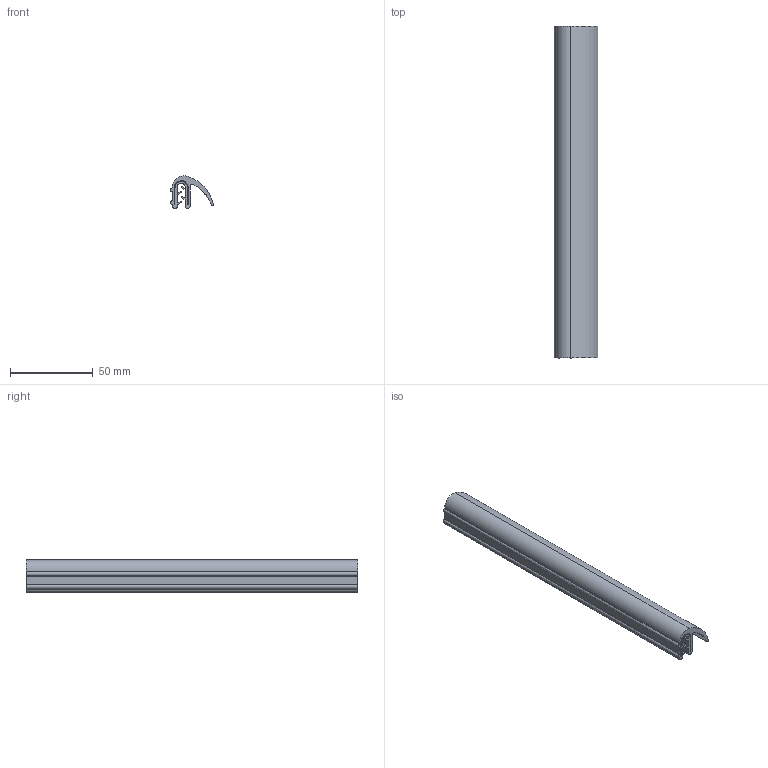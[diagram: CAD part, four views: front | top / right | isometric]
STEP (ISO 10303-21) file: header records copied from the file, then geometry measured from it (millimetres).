
FILE_DESCRIPTION((''),'2;1');
FILE_NAME('','2005-07-15T10:03:29',(''),(''),'','CADfix','');
FILE_SCHEMA(('AUTOMOTIVE_DESIGN'));
Length unit declared in the file: millimetre
Products named in the file (3): gasket; center core; TEM_1011_40_30892_36
Assembly tree (2 placements, depth 2):
  TEM_1011_40_30892_36
    gasket
    center core
Bounding box: 26 x 200 x 19.5 mm (x, y, z)
Volume: 38760.5 mm3; surface area: 55857.8 mm2
Topology: 2 solids, 2 shells, 71 faces, 201 edges, 134 vertices
Faces by surface type: bspline 71
Entity records: 2303 total; most frequent: CARTESIAN_POINT 1107, ORIENTED_EDGE 402, EDGE_CURVE 201, VERTEX_POINT 134, QUASI_UNIFORM_CURVE 129, EDGE_LOOP 73, FACE_OUTER_BOUND 71, ADVANCED_FACE 71
